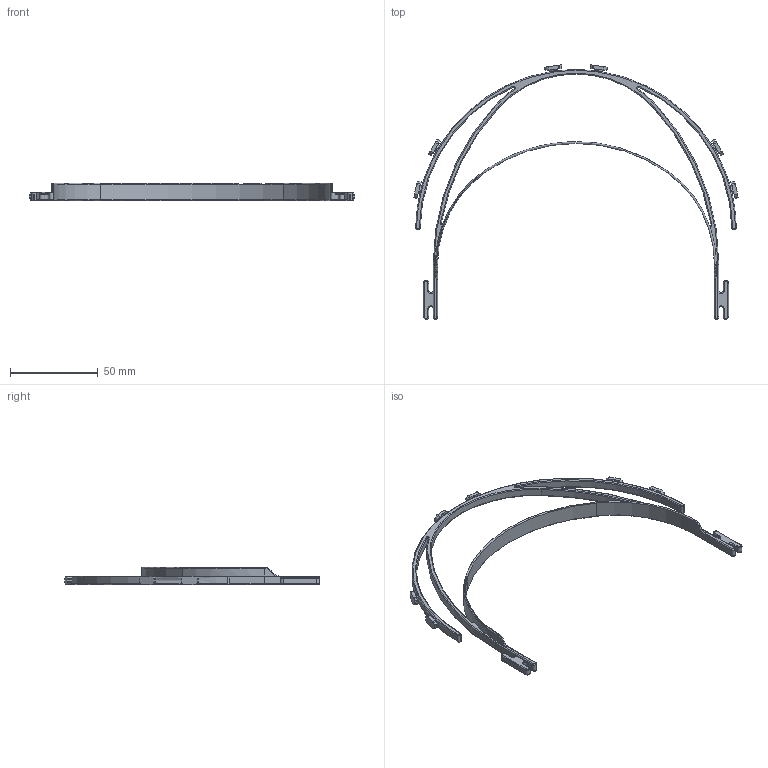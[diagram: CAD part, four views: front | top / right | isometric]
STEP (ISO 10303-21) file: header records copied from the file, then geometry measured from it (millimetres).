
FILE_DESCRIPTION(('CATIA V6 STEP','CAx-IF Rec.Pracs.--- Model Styling and Organization---1.4--- 2014-01-23'),'2;1');
FILE_NAME('128831-01 FACESHIELD FRAME SHORT PNWS A.1 Released_(1).stp','2020-04-04T19:41:23+00:00',('none'),('none'),'3DEXPERIENCE Platform3DEXPERIENCE R2017x HotFix 12','3DEXPERIENCE Platform STEP AP214','none');
FILE_SCHEMA(('AUTOMOTIVE_DESIGN { 1 0 10303 214 1 1 1 1 }'));
Length unit declared in the file: millimetre
Products named in the file (1): FACESHIELD, FRAME, SHORT, PNWS
Bounding box: 184.97 x 144.73 x 10 mm (x, y, z)
Volume: 11075.7 mm3; surface area: 14167.5 mm2
Topology: 1 solids, 1 shells, 384 faces, 1334 edges, 953 vertices
Faces by surface type: cylinder 158, plane 126, torus 80, bspline 20
Entity records: 16118 total; most frequent: CARTESIAN_POINT 5433, ORIENTED_EDGE 2668, DIRECTION 1596, EDGE_CURVE 1334, VERTEX_POINT 953, AXIS2_PLACEMENT_3D 782, VECTOR 498, LINE 498
